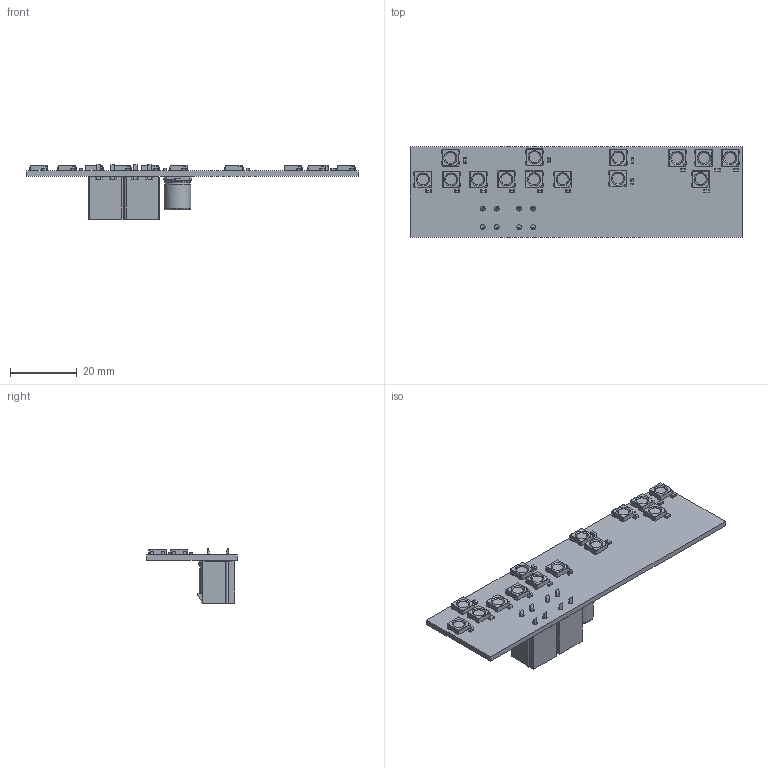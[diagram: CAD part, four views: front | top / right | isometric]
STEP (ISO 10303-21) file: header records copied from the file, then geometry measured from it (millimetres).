
FILE_DESCRIPTION(('KiCad electronic assembly'),'2;1');
FILE_NAME('LEFT CIRCUIT BREAKER.step','2023-04-01T14:40:17',('Pcbnew'),( 'Kicad'),'Open CASCADE STEP processor 7.6','KiCad to STEP converter' ,'Unknown');
FILE_SCHEMA(('AUTOMOTIVE_DESIGN { 1 0 10303 214 1 1 1 1 }'));
Length unit declared in the file: millimetre
Products named in the file (10): LEFT CIRCUIT BREAKER 1; LED_WS2812B_PLCC4_5.0x5.0mm_P3.2mm; SOLID; C_0603_1608Metric; CP_Elec_8x10; Molex_Mini-Fit_Jr_5566-04A_2x02_P4.20mm_Vertical; LEFT CIRCUIT BREAKER PCB
Assembly tree (36 placements, depth 3):
  LEFT CIRCUIT BREAKER 1
    LED_WS2812B_PLCC4_5.0x5.0mm_P3.2mm  x14
      SOLID
    C_0603_1608Metric  x14
      SOLID
    CP_Elec_8x10
      SOLID
    Molex_Mini-Fit_Jr_5566-04A_2x02_P4.20mm_Vertical  x2
      SOLID
    LEFT CIRCUIT BREAKER PCB
Bounding box: 99.5 x 27 x 16.3 mm (x, y, z)
Volume: 6753.7 mm3; surface area: 10375.3 mm2
Topology: 32 solids, 32 shells, 1657 faces, 4647 edges, 3065 vertices
Faces by surface type: plane 1140, cylinder 496, cone 14, torus 4, bspline 2, revolution 1
Full cylindrical faces by diameter (mm): 1.4 x8, 3.333 x14, 8 x2
Entity records: 20608 total; most frequent: CARTESIAN_POINT 4006, DIRECTION 2926, LINE 2033, VECTOR 2033, ORIENTED_EDGE 1510, PCURVE 1510, DEFINITIONAL_REPRESENTATION 1510, EDGE_CURVE 755
